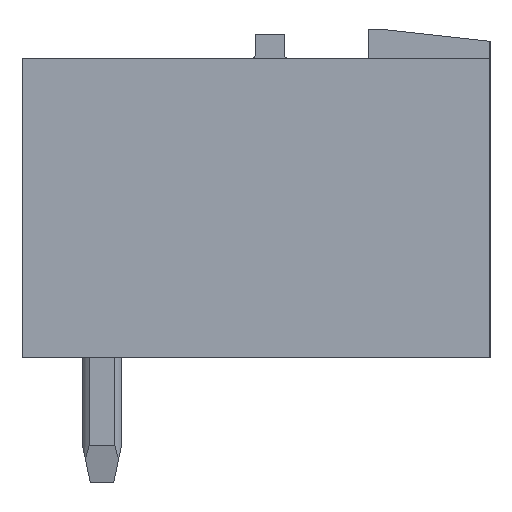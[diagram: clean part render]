
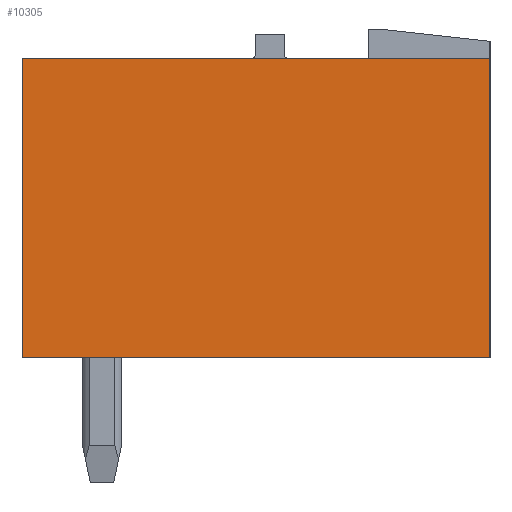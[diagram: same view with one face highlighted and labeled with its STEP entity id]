
A CAD part, left-side view. The second image highlights one B-rep face of the part: STEP entity #10305.
In plain terms, the highlighted planar face has unit normal (-1, 0, 0).
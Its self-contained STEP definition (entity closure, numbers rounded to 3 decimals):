
#10297=AXIS2_PLACEMENT_3D('Plane Axis2P3D',#10294,#10295,#10296) ;
#549=CARTESIAN_POINT('Vertex',(0.,12.,10.88)) ;
#552=CARTESIAN_POINT('Line Origine',(0.,6.,10.88)) ;
#556=CARTESIAN_POINT('Vertex',(0.,0.,10.88)) ;
#899=CARTESIAN_POINT('Vertex',(0.,12.,3.2)) ;
#902=CARTESIAN_POINT('Line Origine',(0.,12.,7.04)) ;
#930=CARTESIAN_POINT('Vertex',(0.,0.,3.2)) ;
#933=CARTESIAN_POINT('Line Origine',(0.,6.,3.2)) ;
#5330=CARTESIAN_POINT('Line Origine',(0.,0.,7.04)) ;
#10294=CARTESIAN_POINT('Axis2P3D Location',(0.,0.,0.)) ;
#553=DIRECTION('Vector Direction',(0.,1.,0.)) ;
#903=DIRECTION('Vector Direction',(0.,0.,1.)) ;
#934=DIRECTION('Vector Direction',(0.,1.,0.)) ;
#5331=DIRECTION('Vector Direction',(0.,0.,-1.)) ;
#10295=DIRECTION('Axis2P3D Direction',(-1.,0.,0.)) ;
#10296=DIRECTION('Axis2P3D XDirection',(0.,-1.,0.)) ;
#554=VECTOR('Line Direction',#553,1.) ;
#904=VECTOR('Line Direction',#903,1.) ;
#935=VECTOR('Line Direction',#934,1.) ;
#5332=VECTOR('Line Direction',#5331,1.) ;
#10300=ORIENTED_EDGE('',*,*,#5334,.T.) ;
#10301=ORIENTED_EDGE('',*,*,#558,.T.) ;
#10302=ORIENTED_EDGE('',*,*,#906,.T.) ;
#10303=ORIENTED_EDGE('',*,*,#937,.T.) ;
#10305=ADVANCED_FACE('Housing',(#10304),#10298,.T.) ;
#558=EDGE_CURVE('',#557,#550,#555,.T.) ;
#906=EDGE_CURVE('',#550,#900,#905,.F.) ;
#937=EDGE_CURVE('',#900,#931,#936,.F.) ;
#5334=EDGE_CURVE('',#931,#557,#5333,.F.) ;
#10299=EDGE_LOOP('',(#10300,#10301,#10302,#10303)) ;
#10304=FACE_OUTER_BOUND('',#10299,.T.) ;
#555=LINE('Line',#552,#554) ;
#905=LINE('Line',#902,#904) ;
#936=LINE('Line',#933,#935) ;
#5333=LINE('Line',#5330,#5332) ;
#10298=PLANE('',#10297) ;
#550=VERTEX_POINT('',#549) ;
#557=VERTEX_POINT('',#556) ;
#900=VERTEX_POINT('',#899) ;
#931=VERTEX_POINT('',#930) ;
